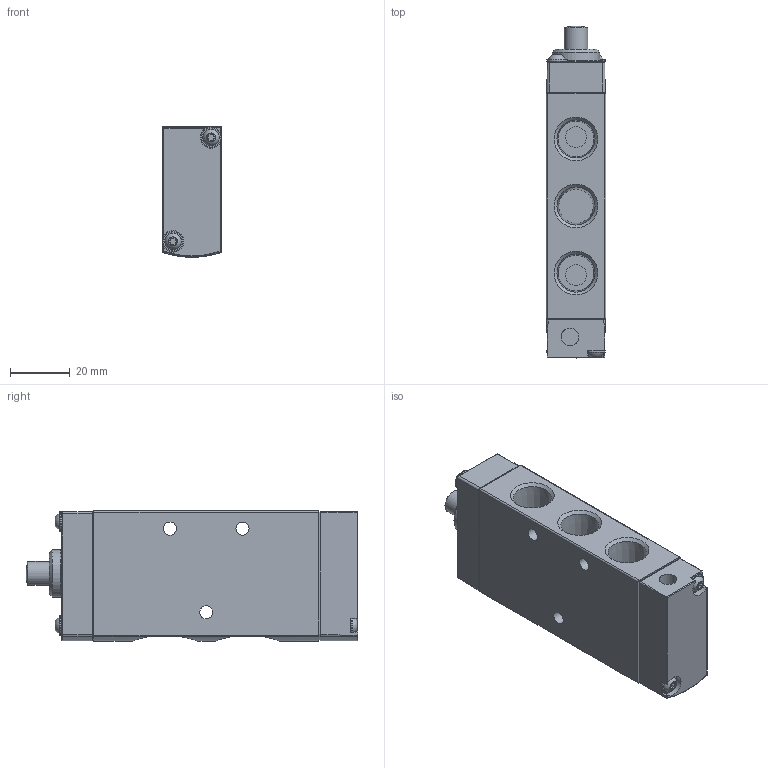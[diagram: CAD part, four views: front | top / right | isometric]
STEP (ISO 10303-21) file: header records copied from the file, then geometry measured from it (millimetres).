
FILE_DESCRIPTION(/* description */ ('STEP AP214'),/* implementation_level */ '2;1');
FILE_NAME(/* name */ '8031312_VMEF-S-M52-M-N14',/* time_stamp */ '2024-09-16T16:22:45+02:00',/* author */ ('License CC BY-ND 4.0'),/* organization */ ('CADENAS'),/* preprocessor_version */ 'ST-DEVELOPER v19.3',/* originating_system */ 'PARTsolutions',/* authorisation */ ' ');
FILE_SCHEMA (('AUTOMOTIVE_DESIGN {1 0 10303 214 3 1 1}'));
Length unit declared in the file: millimetre
Products named in the file (4): 8031312 VMEF-S-M52-M-N14---(1); 8037657 VXEF-X-M52-M-N14_valve---(12); 3435293 VMEF_cover---(12); 3394270 VAOM-R4---(schrauben)
Assembly tree (4 placements, depth 2):
  8031312 VMEF-S-M52-M-N14---(1)
    8037657 VXEF-X-M52-M-N14_valve---(12)
    3435293 VMEF_cover---(12)
    3394270 VAOM-R4---(schrauben)  x2
Bounding box: 20 x 111.1 x 43.72 mm (x, y, z)
Volume: 73659.1 mm3; surface area: 21509 mm2
Topology: 4 solids, 4 shells, 227 faces, 550 edges, 358 vertices
Faces by surface type: cylinder 110, plane 66, cone 34, torus 14, sphere 3
Full cylindrical faces by diameter (mm): 2.459 x4, 3 x2, 4.4 x3, 5.925 x1, 6.8 x4, 7 x4, 8 x1, 9 x1
Entity records: 7148 total; most frequent: CARTESIAN_POINT 1114, DIRECTION 1045, ORIENTED_EDGE 862, AXIS2_PLACEMENT_3D 451, EDGE_CURVE 431, VERTEX_POINT 314, FACE_BOUND 295, EDGE_LOOP 291
